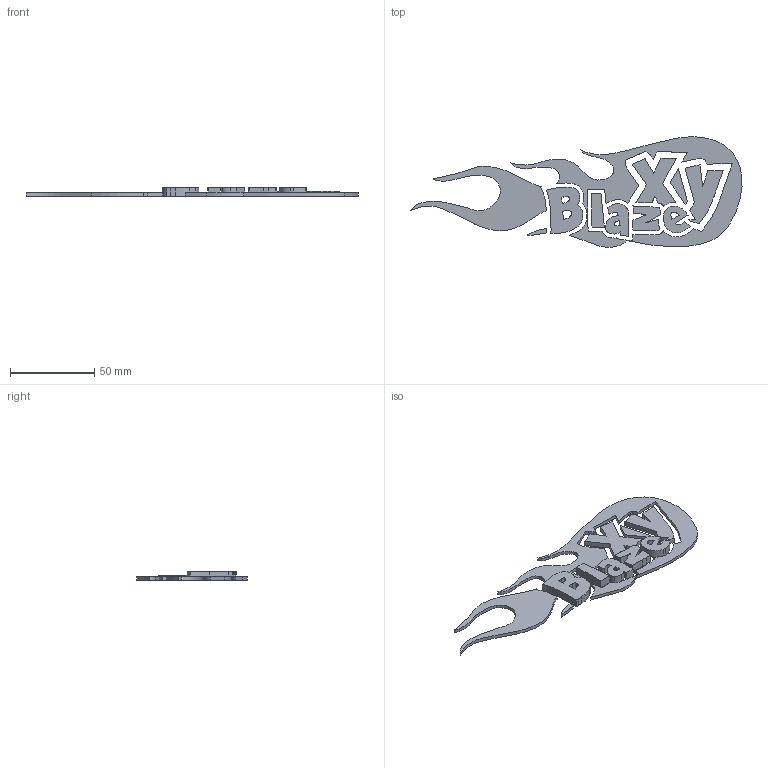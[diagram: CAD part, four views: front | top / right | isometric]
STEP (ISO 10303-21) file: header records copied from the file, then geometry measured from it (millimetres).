
FILE_DESCRIPTION(/* description */ (''),/* implementation_level */ '2;1');
FILE_NAME(/* name */ 'Logo v3.step',/* time_stamp */ '2020-10-20T10:44:46+02:00',/* author */ (''),/* organization */ (''),/* preprocessor_version */ 'ST-DEVELOPER v18.1',/* originating_system */ 'Autodesk Translation Framework v9.3.0.1241',/* authorisation */ '');
FILE_SCHEMA (('AUTOMOTIVE_DESIGN { 1 0 10303 214 3 1 1 }'));
Length unit declared in the file: millimetre
Products named in the file (1): Logo
Bounding box: 197.61 x 65.69 x 5 mm (x, y, z)
Volume: 15562.3 mm3; surface area: 16339.1 mm2
Topology: 11 solids, 11 shells, 311 faces, 867 edges, 576 vertices
Faces by surface type: bspline 201, plane 110
Entity records: 10423 total; most frequent: CARTESIAN_POINT 4312, ORIENTED_EDGE 1734, EDGE_CURVE 867, DIRECTION 703, VERTEX_POINT 576, LINE 465, VECTOR 465, EDGE_LOOP 323
